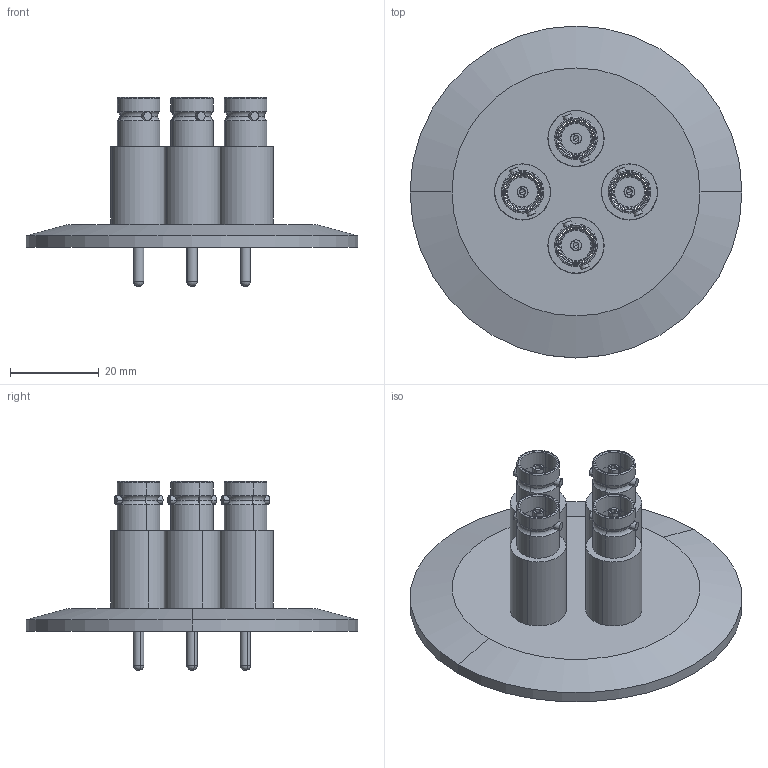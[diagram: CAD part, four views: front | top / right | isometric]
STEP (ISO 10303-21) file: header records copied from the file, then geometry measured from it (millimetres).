
FILE_DESCRIPTION (( 'STEP AP203' ), '1' );
FILE_NAME ('A0477-5-QF.STEP', '2011-09-19T14:49:11', ( '' ), ( '' ), 'SwSTEP 2.0', 'SolidWorks 2011', '' );
FILE_SCHEMA (( 'CONFIG_CONTROL_DESIGN' ));
Length unit declared in the file: inch
Products named in the file (1): A0477-5-QF
Bounding box: 74.93 x 74.93 x 42.67 mm (x, y, z)
Surface area: 21201.5 mm2 (no closed solid volume)
Topology: 0 solids, 15 shells, 222 faces, 530 edges, 326 vertices
Faces by surface type: cylinder 110, plane 54, torus 40, cone 10, sphere 8
Entity records: 6693 total; most frequent: CARTESIAN_POINT 1391, DIRECTION 1250, ORIENTED_EDGE 952, AXIS2_PLACEMENT_3D 537, EDGE_CURVE 514, VERTEX_POINT 318, CIRCLE 314, EDGE_LOOP 250
